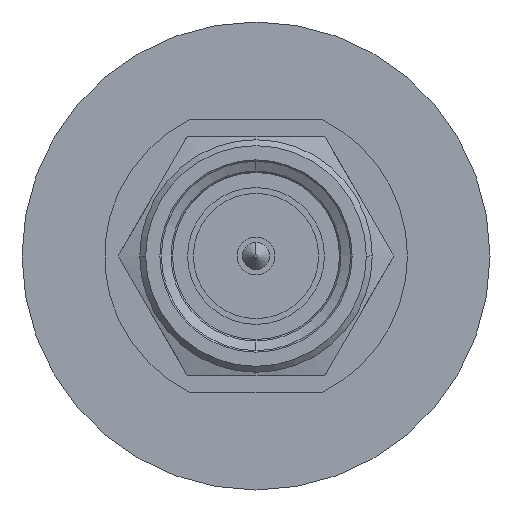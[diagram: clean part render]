
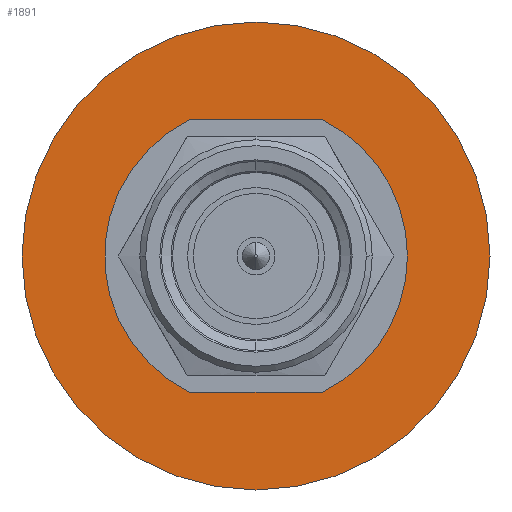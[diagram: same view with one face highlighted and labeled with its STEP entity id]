
A CAD part, left-side view. The second image highlights one B-rep face of the part: STEP entity #1891.
In plain terms, the highlighted planar face has unit normal (-1, 0, 0).
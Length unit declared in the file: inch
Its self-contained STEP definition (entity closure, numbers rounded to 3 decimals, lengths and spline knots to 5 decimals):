
#22 = EDGE_CURVE ( 'NONE', #4523, #886, #2035, .T. ) ;
#205 = EDGE_CURVE ( 'NONE', #886, #5887, #3139, .T. ) ;
#229 = DIRECTION ( 'NONE',  ( -1., 0., 0. ) ) ;
#470 = ORIENTED_EDGE ( 'NONE', *, *, #6889, .F. ) ;
#545 = EDGE_LOOP ( 'NONE', ( #470, #1882, #765, #5951, #4854 ) ) ;
#726 = CARTESIAN_POINT ( 'NONE',  ( -0.40429, 0.29363, -0.18 ) ) ;
#765 = ORIENTED_EDGE ( 'NONE', *, *, #205, .F. ) ;
#822 = CARTESIAN_POINT ( 'NONE',  ( -0.40429, 0.07176, 0. ) ) ;
#875 = DIRECTION ( 'NONE',  ( 0., -1., 0. ) ) ;
#886 = VERTEX_POINT ( 'NONE', #3628 ) ;
#955 = DIRECTION ( 'NONE',  ( 0., 1., 0. ) ) ;
#1239 = AXIS2_PLACEMENT_3D ( 'NONE', #7415, #1743, #1606 ) ;
#1431 = CARTESIAN_POINT ( 'NONE',  ( -0.40429, 0.46799, -0.18 ) ) ;
#1456 = ORIENTED_EDGE ( 'NONE', *, *, #4573, .T. ) ;
#1606 = DIRECTION ( 'NONE',  ( 0., 1., 0. ) ) ;
#1743 = DIRECTION ( 'NONE',  ( 1., 0., 0. ) ) ;
#1772 = VERTEX_POINT ( 'NONE', #5492 ) ;
#1882 = ORIENTED_EDGE ( 'NONE', *, *, #8232, .T. ) ;
#1891 = ADVANCED_FACE ( 'NONE', ( #4980, #4940 ), #4848, .F. ) ;
#2035 = CIRCLE ( 'NONE', #6509, 0.2 ) ;
#2515 = CARTESIAN_POINT ( 'NONE',  ( -0.40429, 0.49549, 0.18 ) ) ;
#2520 = DIRECTION ( 'NONE',  ( -1., 0., 0. ) ) ;
#2866 = DIRECTION ( 'NONE',  ( 0., -1., 0. ) ) ;
#2953 = CARTESIAN_POINT ( 'NONE',  ( -0.40429, 0.68987, 0. ) ) ;
#3009 = AXIS2_PLACEMENT_3D ( 'NONE', #3793, #2520, #6240 ) ;
#3139 = CIRCLE ( 'NONE', #3009, 0.2 ) ;
#3628 = CARTESIAN_POINT ( 'NONE',  ( -0.40429, 0.18081, 0. ) ) ;
#3793 = CARTESIAN_POINT ( 'NONE',  ( -0.40429, 0.38081, 0. ) ) ;
#3876 = DIRECTION ( 'NONE',  ( 0., -1., 0. ) ) ;
#4149 = CARTESIAN_POINT ( 'NONE',  ( -0.40429, 0.38081, 0. ) ) ;
#4184 = DIRECTION ( 'NONE',  ( -1., 0., 0. ) ) ;
#4218 = CARTESIAN_POINT ( 'NONE',  ( -0.40429, 0.49549, -0.18 ) ) ;
#4503 = LINE ( 'NONE', #2515, #6010 ) ;
#4523 = VERTEX_POINT ( 'NONE', #726 ) ;
#4573 = EDGE_CURVE ( 'NONE', #6558, #4644, #8243, .T. ) ;
#4644 = VERTEX_POINT ( 'NONE', #2953 ) ;
#4848 = PLANE ( 'NONE',  #1239 ) ;
#4854 = ORIENTED_EDGE ( 'NONE', *, *, #5083, .T. ) ;
#4940 = FACE_OUTER_BOUND ( 'NONE', #6931, .T. ) ;
#4980 = FACE_BOUND ( 'NONE', #545, .T. ) ;
#5060 = DIRECTION ( 'NONE',  ( -1., 0., 0. ) ) ;
#5083 = EDGE_CURVE ( 'NONE', #4523, #6988, #6283, .T. ) ;
#5162 = CIRCLE ( 'NONE', #7041, 0.30906 ) ;
#5258 = EDGE_CURVE ( 'NONE', #4644, #6558, #5162, .T. ) ;
#5264 = ORIENTED_EDGE ( 'NONE', *, *, #5258, .T. ) ;
#5492 = CARTESIAN_POINT ( 'NONE',  ( -0.40429, 0.46799, 0.18 ) ) ;
#5771 = CARTESIAN_POINT ( 'NONE',  ( -0.40429, 0.38081, 0. ) ) ;
#5774 = AXIS2_PLACEMENT_3D ( 'NONE', #7081, #7668, #8393 ) ;
#5887 = VERTEX_POINT ( 'NONE', #7180 ) ;
#5951 = ORIENTED_EDGE ( 'NONE', *, *, #22, .F. ) ;
#6010 = VECTOR ( 'NONE', #3876, 39.37008 ) ;
#6029 = CARTESIAN_POINT ( 'NONE',  ( -0.40429, 0.38081, 0. ) ) ;
#6240 = DIRECTION ( 'NONE',  ( 0., -1., 0. ) ) ;
#6283 = LINE ( 'NONE', #4218, #6357 ) ;
#6357 = VECTOR ( 'NONE', #955, 39.37008 ) ;
#6509 = AXIS2_PLACEMENT_3D ( 'NONE', #6029, #229, #2866 ) ;
#6558 = VERTEX_POINT ( 'NONE', #822 ) ;
#6839 = CIRCLE ( 'NONE', #5774, 0.2 ) ;
#6889 = EDGE_CURVE ( 'NONE', #1772, #6988, #6839, .T. ) ;
#6931 = EDGE_LOOP ( 'NONE', ( #1456, #5264 ) ) ;
#6988 = VERTEX_POINT ( 'NONE', #1431 ) ;
#7041 = AXIS2_PLACEMENT_3D ( 'NONE', #5771, #5060, #7075 ) ;
#7075 = DIRECTION ( 'NONE',  ( 0., -1., 0. ) ) ;
#7081 = CARTESIAN_POINT ( 'NONE',  ( -0.40429, 0.38081, 0. ) ) ;
#7180 = CARTESIAN_POINT ( 'NONE',  ( -0.40429, 0.29363, 0.18 ) ) ;
#7415 = CARTESIAN_POINT ( 'NONE',  ( -0.40429, 0.58081, 0. ) ) ;
#7668 = DIRECTION ( 'NONE',  ( -1., 0., 0. ) ) ;
#7962 = AXIS2_PLACEMENT_3D ( 'NONE', #4149, #4184, #875 ) ;
#8232 = EDGE_CURVE ( 'NONE', #1772, #5887, #4503, .T. ) ;
#8243 = CIRCLE ( 'NONE', #7962, 0.30906 ) ;
#8393 = DIRECTION ( 'NONE',  ( 0., -1., 0. ) ) ;
